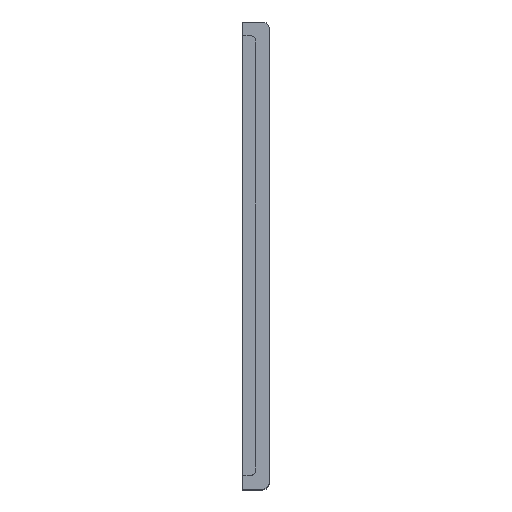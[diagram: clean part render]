
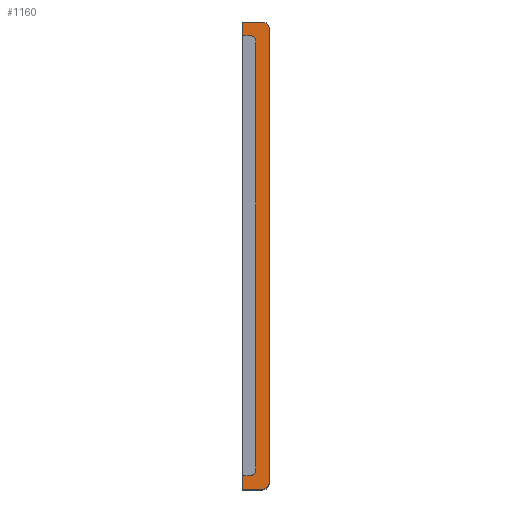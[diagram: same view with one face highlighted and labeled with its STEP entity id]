
A CAD part, top view. The second image highlights one B-rep face of the part: STEP entity #1160.
In plain terms, the highlighted planar face has unit normal (0, 0, 1).
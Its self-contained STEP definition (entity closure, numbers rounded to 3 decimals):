
#34=PLANE('',#1255);
#91=FACE_OUTER_BOUND('',#149,.T.);
#149=EDGE_LOOP('',(#942,#943,#944,#945,#946,#947,#948,#949,#950,#951,#952,
#953));
#182=LINE('',#1606,#328);
#191=LINE('',#1629,#337);
#256=LINE('',#1783,#402);
#274=LINE('',#1834,#420);
#277=LINE('',#1840,#423);
#278=LINE('',#1841,#424);
#279=LINE('',#1843,#425);
#280=LINE('',#1844,#426);
#328=VECTOR('',#1296,10.);
#337=VECTOR('',#1315,10.);
#402=VECTOR('',#1432,10.);
#420=VECTOR('',#1484,10.);
#423=VECTOR('',#1489,10.);
#424=VECTOR('',#1490,10.);
#425=VECTOR('',#1491,10.);
#426=VECTOR('',#1492,10.);
#473=CIRCLE('',#1205,0.5);
#474=CIRCLE('',#1208,0.5);
#488=CIRCLE('',#1236,0.5);
#494=CIRCLE('',#1252,0.5);
#498=VERTEX_POINT('',#1599);
#499=VERTEX_POINT('',#1601);
#500=VERTEX_POINT('',#1605);
#502=VERTEX_POINT('',#1611);
#503=VERTEX_POINT('',#1612);
#509=VERTEX_POINT('',#1628);
#569=VERTEX_POINT('',#1772);
#570=VERTEX_POINT('',#1774);
#586=VERTEX_POINT('',#1827);
#588=VERTEX_POINT('',#1833);
#590=VERTEX_POINT('',#1839);
#591=VERTEX_POINT('',#1842);
#612=EDGE_CURVE('',#498,#499,#473,.F.);
#614=EDGE_CURVE('',#500,#499,#182,.T.);
#617=EDGE_CURVE('',#502,#503,#474,.T.);
#625=EDGE_CURVE('',#509,#503,#191,.T.);
#698=EDGE_CURVE('',#569,#570,#488,.F.);
#703=EDGE_CURVE('',#498,#570,#256,.T.);
#725=EDGE_CURVE('',#509,#586,#494,.T.);
#728=EDGE_CURVE('',#588,#586,#274,.T.);
#731=EDGE_CURVE('',#502,#590,#277,.T.);
#732=EDGE_CURVE('',#590,#500,#278,.T.);
#733=EDGE_CURVE('',#569,#591,#279,.T.);
#734=EDGE_CURVE('',#591,#588,#280,.T.);
#942=ORIENTED_EDGE('',*,*,#617,.F.);
#943=ORIENTED_EDGE('',*,*,#731,.T.);
#944=ORIENTED_EDGE('',*,*,#732,.T.);
#945=ORIENTED_EDGE('',*,*,#614,.T.);
#946=ORIENTED_EDGE('',*,*,#612,.F.);
#947=ORIENTED_EDGE('',*,*,#703,.T.);
#948=ORIENTED_EDGE('',*,*,#698,.F.);
#949=ORIENTED_EDGE('',*,*,#733,.T.);
#950=ORIENTED_EDGE('',*,*,#734,.T.);
#951=ORIENTED_EDGE('',*,*,#728,.T.);
#952=ORIENTED_EDGE('',*,*,#725,.F.);
#953=ORIENTED_EDGE('',*,*,#625,.T.);
#1160=ADVANCED_FACE('',(#91),#34,.T.);
#1205=AXIS2_PLACEMENT_3D('',#1602,#1291,#1292);
#1208=AXIS2_PLACEMENT_3D('',#1613,#1301,#1302);
#1236=AXIS2_PLACEMENT_3D('',#1775,#1424,#1425);
#1252=AXIS2_PLACEMENT_3D('',#1828,#1477,#1478);
#1255=AXIS2_PLACEMENT_3D('',#1838,#1487,#1488);
#1291=DIRECTION('center_axis',(0.,0.,
-1.));
#1292=DIRECTION('ref_axis',(0.707,0.707,0.));
#1296=DIRECTION('',(1.,0.,0.));
#1301=DIRECTION('center_axis',(0.,0.,
-1.));
#1302=DIRECTION('ref_axis',(0.707,0.707,0.));
#1315=DIRECTION('',(0.,1.,0.));
#1424=DIRECTION('center_axis',(0.,0.,
-1.));
#1425=DIRECTION('ref_axis',(0.707,-0.707,0.));
#1432=DIRECTION('',(0.,-1.,0.));
#1477=DIRECTION('center_axis',(0.,0.,
-1.));
#1478=DIRECTION('ref_axis',(0.707,-0.707,0.));
#1484=DIRECTION('',(1.,0.,0.));
#1487=DIRECTION('center_axis',(0.,0.,
1.));
#1488=DIRECTION('ref_axis',(-1.,0.,0.));
#1489=DIRECTION('',(-1.,0.,0.));
#1490=DIRECTION('',(0.,-1.,0.));
#1491=DIRECTION('',(-1.,0.,0.));
#1492=DIRECTION('',(0.,-1.,0.));
#1599=CARTESIAN_POINT('',(67.5,32.5,38.75));
#1601=CARTESIAN_POINT('',(67.,33.,38.75));
#1602=CARTESIAN_POINT('Origin',(67.,32.5,38.75));
#1605=CARTESIAN_POINT('',(66.5,33.,38.75));
#1606=CARTESIAN_POINT('',(33.5,33.,38.75));
#1611=CARTESIAN_POINT('',(68.,34.,38.75));
#1612=CARTESIAN_POINT('',(68.5,33.5,38.75));
#1613=CARTESIAN_POINT('Origin',(68.,33.5,38.75));
#1628=CARTESIAN_POINT('',(68.5,-0.5,38.75));
#1629=CARTESIAN_POINT('',(68.5,-0.5,38.75));
#1772=CARTESIAN_POINT('',(67.,0.,38.75));
#1774=CARTESIAN_POINT('',(67.5,0.5,38.75));
#1775=CARTESIAN_POINT('Origin',(67.,0.5,38.75));
#1783=CARTESIAN_POINT('',(67.5,8.75,38.75));
#1827=CARTESIAN_POINT('',(68.,-1.,38.75));
#1828=CARTESIAN_POINT('Origin',(68.,-0.5,38.75));
#1833=CARTESIAN_POINT('',(66.5,-1.,38.75));
#1834=CARTESIAN_POINT('',(66.5,-1.,38.75));
#1838=CARTESIAN_POINT('Origin',(33.5,16.5,38.75));
#1839=CARTESIAN_POINT('',(66.5,34.,38.75));
#1840=CARTESIAN_POINT('',(66.5,34.,38.75));
#1841=CARTESIAN_POINT('',(66.5,34.,38.75));
#1842=CARTESIAN_POINT('',(66.5,0.,38.75));
#1843=CARTESIAN_POINT('',(33.5,0.,38.75));
#1844=CARTESIAN_POINT('',(66.5,34.,38.75));
